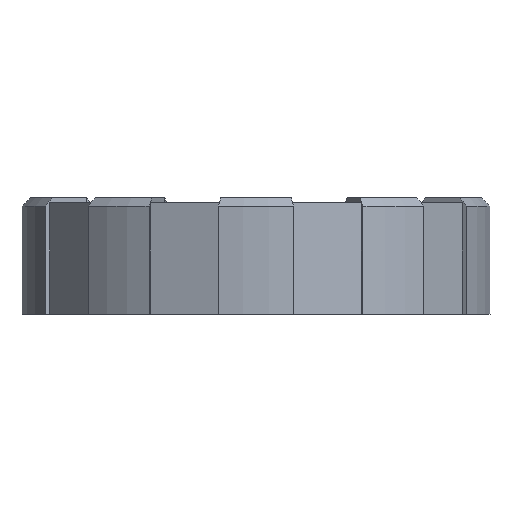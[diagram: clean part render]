
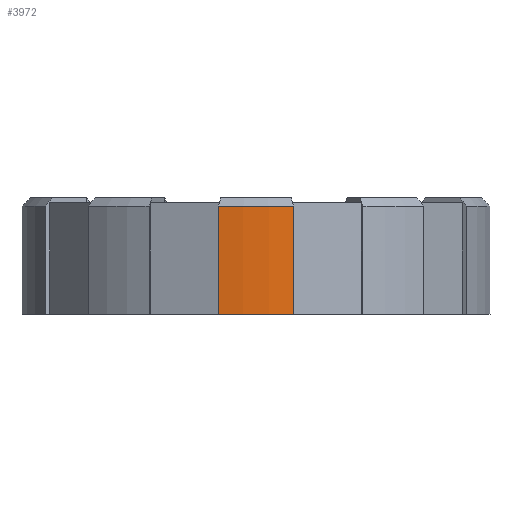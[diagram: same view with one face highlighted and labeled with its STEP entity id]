
A CAD part, left-side view. The second image highlights one B-rep face of the part: STEP entity #3972.
In plain terms, the highlighted cylindrical face has radius 40.5 mm (diameter 81 mm), a partial arc.
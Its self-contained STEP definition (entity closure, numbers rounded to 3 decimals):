
#344=CIRCLE('',#4340,40.5);
#345=CIRCLE('',#4342,40.5);
#541=FACE_OUTER_BOUND('',#788,.T.);
#788=EDGE_LOOP('',(#3164,#3165,#3166,#3167));
#1059=LINE('',#7912,#1389);
#1060=LINE('',#7924,#1390);
#1389=VECTOR('',#5150,10.);
#1390=VECTOR('',#5165,10.);
#1822=VERTEX_POINT('',#7894);
#1829=VERTEX_POINT('',#7910);
#1832=VERTEX_POINT('',#7922);
#1833=VERTEX_POINT('',#7923);
#2313=EDGE_CURVE('',#1822,#1829,#1059,.T.);
#2318=EDGE_CURVE('',#1832,#1833,#1060,.T.);
#2328=EDGE_CURVE('',#1833,#1822,#344,.T.);
#2329=EDGE_CURVE('',#1832,#1829,#345,.T.);
#3164=ORIENTED_EDGE('',*,*,#2313,.T.);
#3165=ORIENTED_EDGE('',*,*,#2329,.F.);
#3166=ORIENTED_EDGE('',*,*,#2318,.T.);
#3167=ORIENTED_EDGE('',*,*,#2328,.T.);
#3841=CYLINDRICAL_SURFACE('',#4341,40.5);
#3972=ADVANCED_FACE('',(#541),#3841,.T.);
#4340=AXIS2_PLACEMENT_3D('',#7942,#5186,#5187);
#4341=AXIS2_PLACEMENT_3D('',#7943,#5188,#5189);
#4342=AXIS2_PLACEMENT_3D('',#7944,#5190,#5191);
#5150=DIRECTION('',(0.,0.,-1.));
#5165=DIRECTION('',(0.,0.,1.));
#5186=DIRECTION('center_axis',(0.,0.,-1.));
#5187=DIRECTION('ref_axis',(-1.,0.,0.));
#5188=DIRECTION('center_axis',(0.,0.,-1.));
#5189=DIRECTION('ref_axis',(-1.,0.,0.));
#5190=DIRECTION('center_axis',(0.,0.,-1.));
#5191=DIRECTION('ref_axis',(1.,0.,0.));
#7894=CARTESIAN_POINT('',(-39.981,6.462,63.341));
#7910=CARTESIAN_POINT('',(-39.981,6.462,44.841));
#7912=CARTESIAN_POINT('',(-39.981,6.462,54.091));
#7922=CARTESIAN_POINT('',(-39.981,-6.462,44.841));
#7923=CARTESIAN_POINT('',(-39.981,-6.462,63.341));
#7924=CARTESIAN_POINT('',(-39.981,-6.462,54.091));
#7942=CARTESIAN_POINT('Origin',(0.,0.,63.341));
#7943=CARTESIAN_POINT('Origin',(0.,0.,54.091));
#7944=CARTESIAN_POINT('Origin',(0.,0.,44.841));
